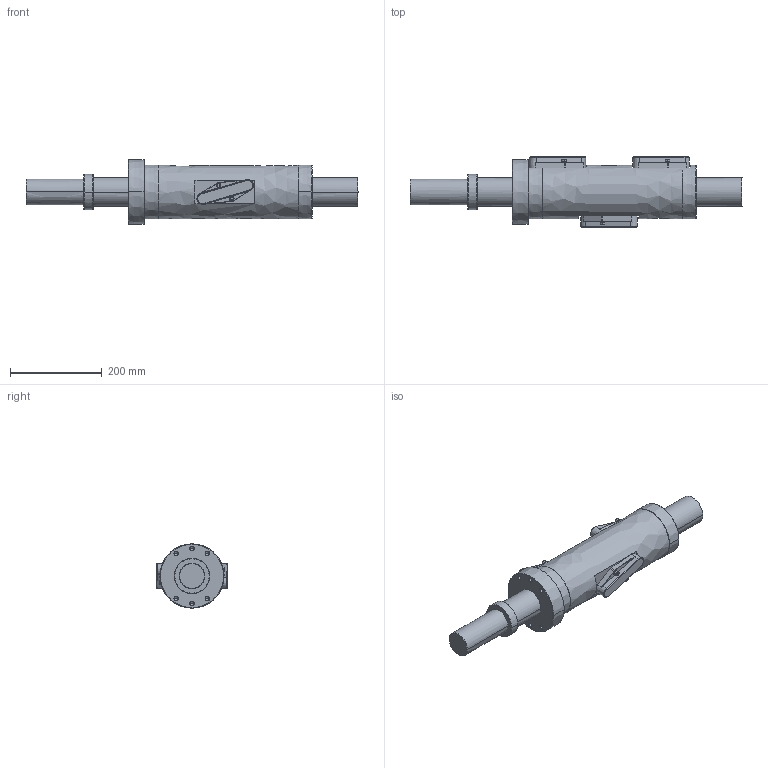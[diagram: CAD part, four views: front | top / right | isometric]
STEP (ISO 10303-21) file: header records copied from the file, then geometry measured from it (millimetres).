
FILE_DESCRIPTION((''),'2;1');
FILE_NAME('00_HSP6325FN_ASM','2022-07-13T08:54:40',('10019049'),(''),'CREO PARAMETRIC BY PTC INC, 2019080','CREO PARAMETRIC BY PTC INC, 2019080','');
FILE_SCHEMA(('CONFIG_CONTROL_DESIGN'));
Length unit declared in the file: millimetre
Products named in the file (6): NUT__HSP6325FN; SHAFT_HSP6325FN; LOCKER_HSP6325FN; __6_0001; M616_0001; 00_HSP6325FN_ASM
Assembly tree (17 placements, depth 2):
  00_HSP6325FN_ASM
    NUT__HSP6325FN
    SHAFT_HSP6325FN
    LOCKER_HSP6325FN  x3
    __6_0001  x6
    M616_0001  x6
Bounding box: 723 x 155 x 140 mm (x, y, z)
Surface area: 463600 mm2 (no closed solid volume)
Topology: 0 solids, 0 shells, 438 faces, 1978 edges, 1942 vertices
Faces by surface type: bspline 413, torus 25
Entity records: 22385 total; most frequent: CARTESIAN_POINT 13358, DIRECTION 1487, TRIMMED_CURVE 1220, VECTOR 1009, LINE 1009, DEFINITIONAL_REPRESENTATION 934, PCURVE 934, COMPOSITE_CURVE_SEGMENT 934
